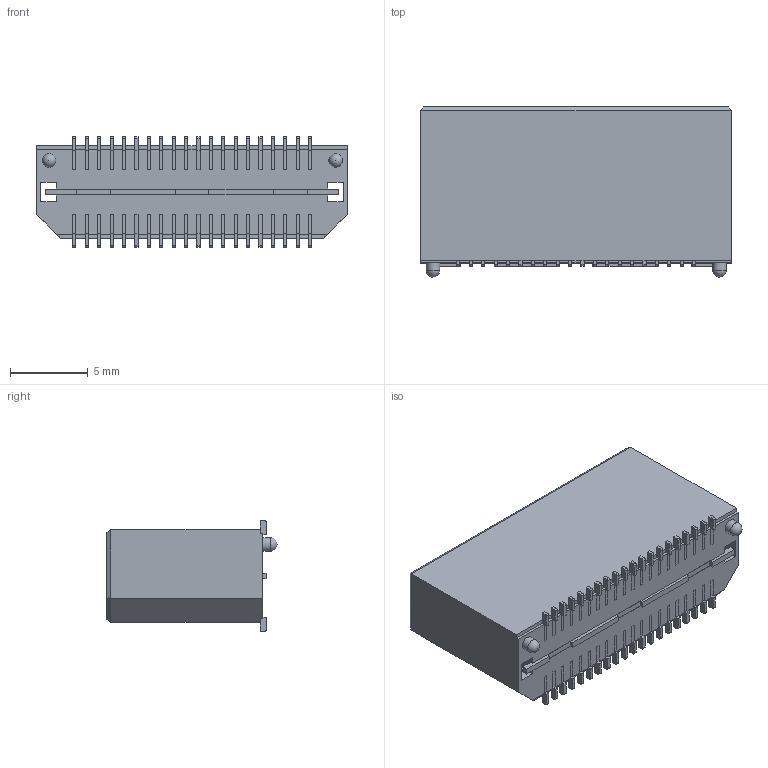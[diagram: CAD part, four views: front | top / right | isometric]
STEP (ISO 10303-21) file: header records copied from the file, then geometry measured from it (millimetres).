
FILE_DESCRIPTION(/* description */ ('STEP AP214'),/* implementation_level */ '2;1');
FILE_NAME(/* name */ 'QTE-020-03-L-D-A',/* time_stamp */ '2025-11-20T21:00:29+01:00',/* author */ ('License CC BY-ND 4.0'),/* organization */ ('CADENAS'),/* preprocessor_version */ 'ST-DEVELOPER v20',/* originating_system */ 'PARTsolutions',/* authorisation */ ' ');
FILE_SCHEMA (('AUTOMOTIVE_DESIGN {1 0 10303 214 3 1 1}'));
Length unit declared in the file: inch
Products named in the file (5): QTE-020-03-L-D-A; QTE-020-03-D-At; PT-1S60-03(020-03-D-L); P2T-1S60-03(020-03-D-F); QTE-T-1G1-03_imp
Assembly tree (4 placements, depth 2):
  QTE-020-03-L-D-A
    QTE-020-03-D-At
    PT-1S60-03(020-03-D-L)
    P2T-1S60-03(020-03-D-F)
    QTE-T-1G1-03_imp
Bounding box: 20.02 x 10.98 x 7.11 mm (x, y, z)
Volume: 1075.1 mm3; surface area: 2196.4 mm2
Topology: 4 solids, 4 shells, 1008 faces, 2996 edges, 1996 vertices
Faces by surface type: plane 922, cylinder 84, sphere 2
Full cylindrical faces by diameter (mm): 0.889 x2
Entity records: 33285 total; most frequent: CARTESIAN_POINT 5989, ORIENTED_EDGE 5972, DIRECTION 5184, EDGE_CURVE 2986, LINE 2814, VECTOR 2814, VERTEX_POINT 1990, AXIS2_PLACEMENT_3D 1185
